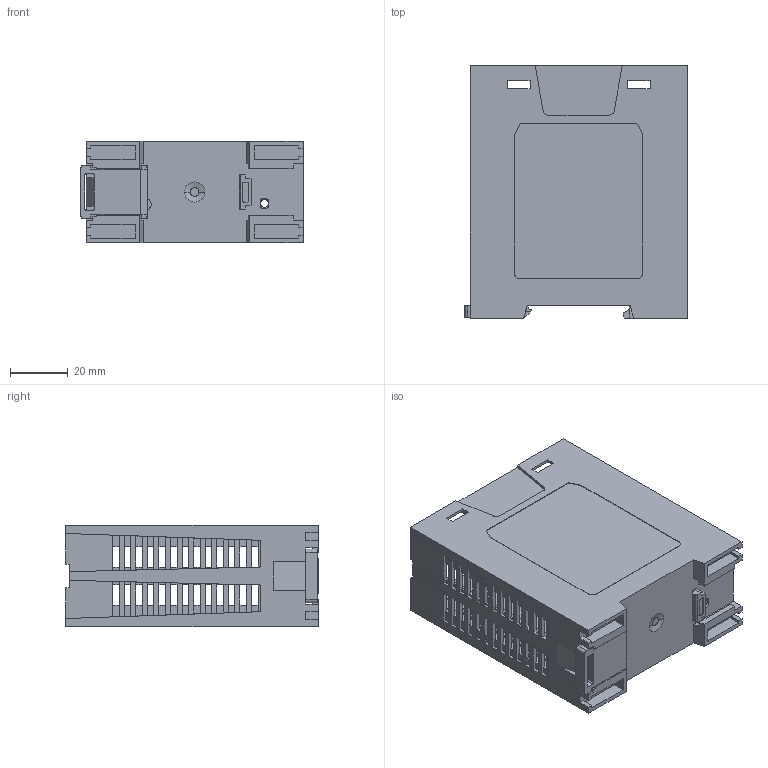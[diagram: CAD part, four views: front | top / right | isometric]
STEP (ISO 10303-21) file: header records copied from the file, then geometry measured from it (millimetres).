
FILE_DESCRIPTION(('Creo Elements/Direct Modeling STEP Export'),'2;1');
FILE_NAME('model.stp','2019-11-14T15:12:57',(''),(''),'Creo Elements/Direct Modeling STEP processor for AP214 (Solid Model)','Creo Elements/Direct Modeling 20.1A 29-Sep-2018 (C) Parametric Technology GmbH','');
FILE_SCHEMA(('AUTOMOTIVE_DESIGN { 1 0 10303 214 1 1 1 1 }'));
Length unit declared in the file: millimetre
Products named in the file (2): EH_35-B_TECDOC__00851101
Assembly tree (1 placements, depth 2):
  EH_35-B_TECDOC__00851101
    EH_35-B_TECDOC__00851101
Bounding box: 76.85 x 87.3 x 35.1 mm (x, y, z)
Volume: 34236.4 mm3; surface area: 51889 mm2
Topology: 1 solids, 1 shells, 889 faces, 2900 edges, 1928 vertices
Faces by surface type: plane 799, cylinder 86, cone 4
Entity records: 30037 total; most frequent: ORIENTED_EDGE 5800, CARTESIAN_POINT 5484, DIRECTION 4203, EDGE_CURVE 2900, VECTOR 2523, LINE 2523, VERTEX_POINT 1928, EDGE_LOOP 920
